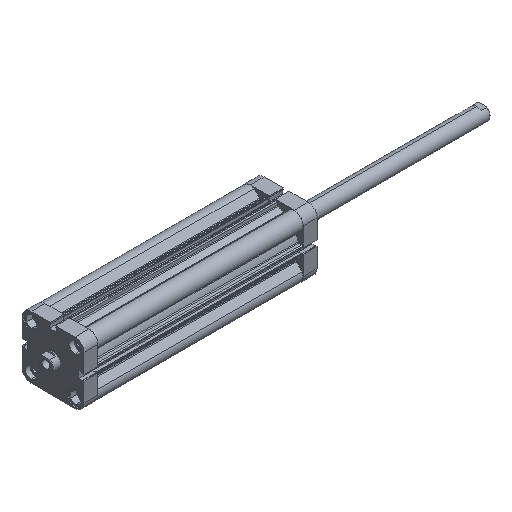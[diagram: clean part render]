
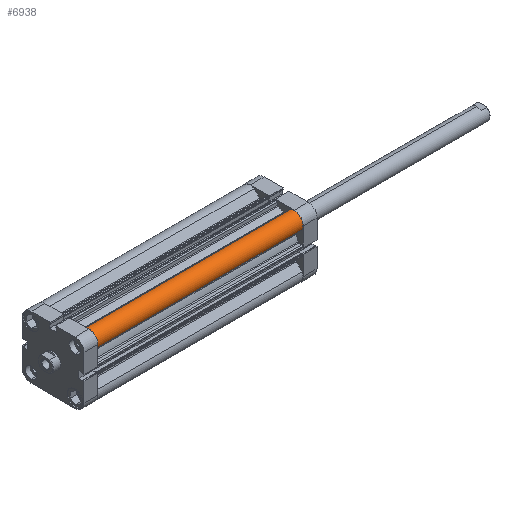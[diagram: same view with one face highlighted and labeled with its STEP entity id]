
A CAD part, isometric view. The second image highlights one B-rep face of the part: STEP entity #6938.
In plain terms, the highlighted cylindrical face has radius 9.25 mm (diameter 18.5 mm), a partial arc.
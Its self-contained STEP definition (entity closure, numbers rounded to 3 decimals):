
#284 = VERTEX_POINT ( 'NONE', #779 ) ;
#285 = VERTEX_POINT ( 'NONE', #778 ) ;
#359 = VERTEX_POINT ( 'NONE', #704 ) ;
#360 = VERTEX_POINT ( 'NONE', #703 ) ;
#703 = CARTESIAN_POINT ( 'NONE',  ( 31.559, -19.184, 217. ) ) ;
#704 = CARTESIAN_POINT ( 'NONE',  ( 19.184, -31.559, 217. ) ) ;
#778 = CARTESIAN_POINT ( 'NONE',  ( 19.184, -31.559, 0. ) ) ;
#779 = CARTESIAN_POINT ( 'NONE',  ( 31.559, -19.184, 0. ) ) ;
#929 = CARTESIAN_POINT ( 'NONE',  ( 23.25, -23.25, 0. ) ) ;
#942 = DIRECTION ( 'NONE',  ( 0., 0., 1. ) ) ;
#943 = DIRECTION ( 'NONE',  ( -1., 0., 0. ) ) ;
#1709 = DIRECTION ( 'NONE',  ( 0., 0., -1. ) ) ;
#1712 = DIRECTION ( 'NONE',  ( -1., 0., 0. ) ) ;
#1717 = CARTESIAN_POINT ( 'NONE',  ( 23.25, -23.25, 217. ) ) ;
#2491 = AXIS2_PLACEMENT_3D ( 'NONE', #3674, #3682, #3683 ) ;
#2541 = AXIS2_PLACEMENT_3D ( 'NONE', #929, #942, #943 ) ;
#2734 = AXIS2_PLACEMENT_3D ( 'NONE', #1717, #1709, #1712 ) ;
#3674 = CARTESIAN_POINT ( 'NONE',  ( 23.25, -23.25, 217. ) ) ;
#3682 = DIRECTION ( 'NONE',  ( 0., 0., 1. ) ) ;
#3683 = DIRECTION ( 'NONE',  ( -1., 0., 0. ) ) ;
#3934 = CARTESIAN_POINT ( 'NONE',  ( 31.559, -19.184, 217. ) ) ;
#3937 = DIRECTION ( 'NONE',  ( 0., 0., -1. ) ) ;
#3948 = CARTESIAN_POINT ( 'NONE',  ( 19.184, -31.559, 217. ) ) ;
#3949 = DIRECTION ( 'NONE',  ( 0., 0., -1. ) ) ;
#4309 = EDGE_CURVE ( 'NONE', #359, #360, #6633, .T. ) ;
#4412 = EDGE_CURVE ( 'NONE', #360, #284, #6783, .T. ) ;
#4418 = EDGE_CURVE ( 'NONE', #359, #285, #6800, .T. ) ;
#4475 = EDGE_CURVE ( 'NONE', #285, #284, #7138, .T. ) ;
#4954 = ORIENTED_EDGE ( 'NONE', *, *, #4475, .T. ) ;
#4972 = ORIENTED_EDGE ( 'NONE', *, *, #4309, .F. ) ;
#4973 = ORIENTED_EDGE ( 'NONE', *, *, #4412, .F. ) ;
#5000 = ORIENTED_EDGE ( 'NONE', *, *, #4418, .T. ) ;
#5058 = EDGE_LOOP ( 'NONE', ( #4954, #4973, #4972, #5000 ) ) ;
#6633 = CIRCLE ( 'NONE', #2491, 9.25 ) ;
#6783 = LINE ( 'NONE', #3934, #6788 ) ;
#6788 = VECTOR ( 'NONE', #3937, 1000. ) ;
#6800 = LINE ( 'NONE', #3948, #6801 ) ;
#6801 = VECTOR ( 'NONE', #3949, 1000. ) ;
#6938 = ADVANCED_FACE ( 'NONE', ( #7605 ), #7602, .T. ) ;
#7138 = CIRCLE ( 'NONE', #2541, 9.25 ) ;
#7602 = CYLINDRICAL_SURFACE ( 'NONE', #2734, 9.25 ) ;
#7605 = FACE_OUTER_BOUND ( 'NONE', #5058, .T. ) ;
